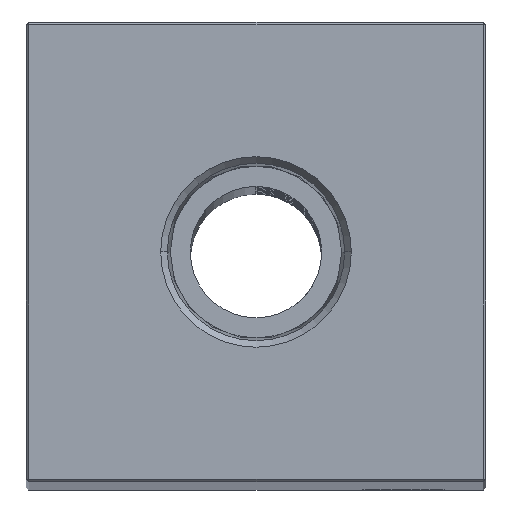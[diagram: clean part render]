
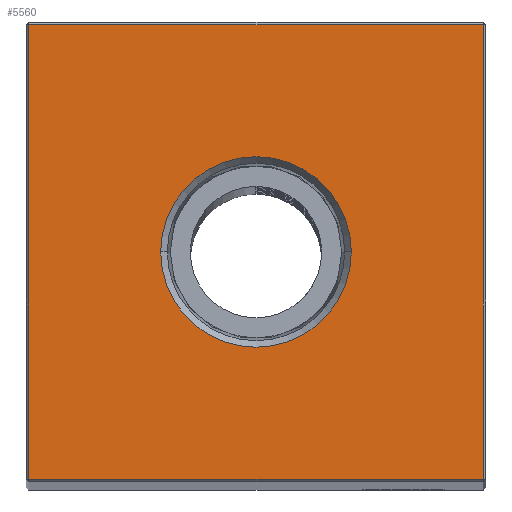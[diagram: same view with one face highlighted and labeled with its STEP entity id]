
A CAD part, top view. The second image highlights one B-rep face of the part: STEP entity #5560.
In plain terms, the highlighted planar face has unit normal (0, 0, 1).
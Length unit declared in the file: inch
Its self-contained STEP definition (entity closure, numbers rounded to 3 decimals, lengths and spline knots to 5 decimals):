
#1011 = FACE_OUTER_BOUND ( 'NONE', #14656, .T. ) ;
#1608 = DIRECTION ( 'NONE',  ( 0., 0., -1. ) ) ;
#1701 = EDGE_CURVE ( 'NONE', #27507, #21381, #12626, .T. ) ;
#2625 = VERTEX_POINT ( 'NONE', #5524 ) ;
#3306 = ORIENTED_EDGE ( 'NONE', *, *, #22435, .T. ) ;
#3677 = CARTESIAN_POINT ( 'NONE',  ( -0.865, 0.865, 17.75 ) ) ;
#4049 = VERTEX_POINT ( 'NONE', #18482 ) ;
#4525 = VERTEX_POINT ( 'NONE', #9325 ) ;
#5507 = VECTOR ( 'NONE', #6103, 39.37008 ) ;
#5524 = CARTESIAN_POINT ( 'NONE',  ( 0.865, -0.865, 17.75 ) ) ;
#5560 = ADVANCED_FACE ( 'NONE', ( #1011, #21738 ), #28829, .F. ) ;
#5804 = CARTESIAN_POINT ( 'NONE',  ( -0.865, 0., 17.75 ) ) ;
#6103 = DIRECTION ( 'NONE',  ( 0., -1., 0. ) ) ;
#6298 = DIRECTION ( 'NONE',  ( -1., 0., 0. ) ) ;
#7250 = DIRECTION ( 'NONE',  ( 1., 0., 0. ) ) ;
#7644 = EDGE_CURVE ( 'NONE', #4049, #4525, #28867, .T. ) ;
#7848 = LINE ( 'NONE', #9970, #14685 ) ;
#8112 = EDGE_CURVE ( 'NONE', #4525, #4049, #24551, .T. ) ;
#8359 = LINE ( 'NONE', #5804, #5507 ) ;
#8470 = VECTOR ( 'NONE', #23669, 39.37008 ) ;
#9325 = CARTESIAN_POINT ( 'NONE',  ( -0.3626, 0., 17.75 ) ) ;
#9932 = DIRECTION ( 'NONE',  ( 1., 0., 0. ) ) ;
#9970 = CARTESIAN_POINT ( 'NONE',  ( 0., -0.865, 17.75 ) ) ;
#10737 = ORIENTED_EDGE ( 'NONE', *, *, #21847, .T. ) ;
#12324 = DIRECTION ( 'NONE',  ( 0., 0., 1. ) ) ;
#12626 = LINE ( 'NONE', #26534, #8470 ) ;
#12669 = ORIENTED_EDGE ( 'NONE', *, *, #1701, .T. ) ;
#13504 = ORIENTED_EDGE ( 'NONE', *, *, #29258, .T. ) ;
#14656 = EDGE_LOOP ( 'NONE', ( #3306, #10737, #13504, #12669 ) ) ;
#14685 = VECTOR ( 'NONE', #7250, 39.37008 ) ;
#15833 = AXIS2_PLACEMENT_3D ( 'NONE', #21284, #26416, #9932 ) ;
#16689 = AXIS2_PLACEMENT_3D ( 'NONE', #17346, #1608, #6298 ) ;
#17346 = CARTESIAN_POINT ( 'NONE',  ( 0., 0., 17.75 ) ) ;
#17584 = ORIENTED_EDGE ( 'NONE', *, *, #8112, .F. ) ;
#18482 = CARTESIAN_POINT ( 'NONE',  ( 0.3626, 0., 17.75 ) ) ;
#18740 = CARTESIAN_POINT ( 'NONE',  ( 0.865, 0.865, 17.75 ) ) ;
#20343 = LINE ( 'NONE', #24733, #27352 ) ;
#21284 = CARTESIAN_POINT ( 'NONE',  ( 0., 0., 17.75 ) ) ;
#21381 = VERTEX_POINT ( 'NONE', #3677 ) ;
#21738 = FACE_BOUND ( 'NONE', #25619, .T. ) ;
#21847 = EDGE_CURVE ( 'NONE', #23526, #2625, #7848, .T. ) ;
#22435 = EDGE_CURVE ( 'NONE', #21381, #23526, #8359, .T. ) ;
#23526 = VERTEX_POINT ( 'NONE', #27869 ) ;
#23669 = DIRECTION ( 'NONE',  ( -1., 0., 0. ) ) ;
#23713 = ORIENTED_EDGE ( 'NONE', *, *, #7644, .F. ) ;
#24051 = AXIS2_PLACEMENT_3D ( 'NONE', #28350, #12324, #26077 ) ;
#24551 = CIRCLE ( 'NONE', #24051, 0.3626 ) ;
#24733 = CARTESIAN_POINT ( 'NONE',  ( 0.865, 0., 17.75 ) ) ;
#25619 = EDGE_LOOP ( 'NONE', ( #23713, #17584 ) ) ;
#26077 = DIRECTION ( 'NONE',  ( 1., 0., 0. ) ) ;
#26416 = DIRECTION ( 'NONE',  ( 0., 0., 1. ) ) ;
#26534 = CARTESIAN_POINT ( 'NONE',  ( 0., 0.865, 17.75 ) ) ;
#27352 = VECTOR ( 'NONE', #29112, 39.37008 ) ;
#27507 = VERTEX_POINT ( 'NONE', #18740 ) ;
#27869 = CARTESIAN_POINT ( 'NONE',  ( -0.865, -0.865, 17.75 ) ) ;
#28350 = CARTESIAN_POINT ( 'NONE',  ( 0., 0., 17.75 ) ) ;
#28829 = PLANE ( 'NONE',  #16689 ) ;
#28867 = CIRCLE ( 'NONE', #15833, 0.3626 ) ;
#29112 = DIRECTION ( 'NONE',  ( 0., 1., 0. ) ) ;
#29258 = EDGE_CURVE ( 'NONE', #2625, #27507, #20343, .T. ) ;
